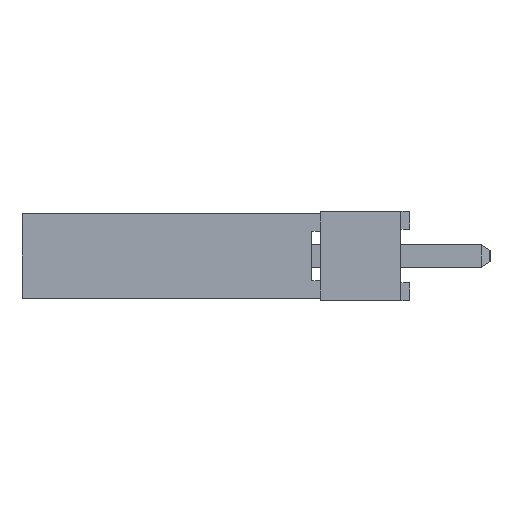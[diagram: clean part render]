
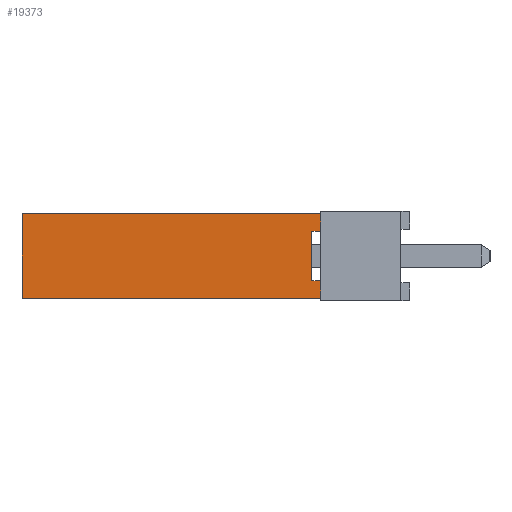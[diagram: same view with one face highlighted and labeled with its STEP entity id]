
A CAD part, left-side view. The second image highlights one B-rep face of the part: STEP entity #19373.
In plain terms, the highlighted planar face has unit normal (-1, 0, 0).
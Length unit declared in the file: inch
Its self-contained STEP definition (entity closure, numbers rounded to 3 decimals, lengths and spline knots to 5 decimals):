
#4569=ORIENTED_EDGE('',*,*,#7893,.T.);
#4570=ORIENTED_EDGE('',*,*,#7619,.T.);
#4571=ORIENTED_EDGE('',*,*,#7771,.F.);
#4572=ORIENTED_EDGE('',*,*,#7957,.F.);
#4573=ORIENTED_EDGE('',*,*,#7765,.T.);
#4574=ORIENTED_EDGE('',*,*,#7702,.T.);
#4575=ORIENTED_EDGE('',*,*,#7956,.T.);
#4576=ORIENTED_EDGE('',*,*,#7958,.T.);
#7619=EDGE_CURVE('',#9660,#9659,#12099,.T.);
#7702=EDGE_CURVE('',#9743,#9742,#12182,.T.);
#7765=EDGE_CURVE('',#9785,#9743,#12245,.T.);
#7771=EDGE_CURVE('',#9789,#9659,#12251,.T.);
#7893=EDGE_CURVE('',#9870,#9660,#12373,.T.);
#7956=EDGE_CURVE('',#9742,#9912,#12436,.T.);
#7957=EDGE_CURVE('',#9785,#9789,#12437,.T.);
#7958=EDGE_CURVE('',#9912,#9870,#12438,.T.);
#9659=VERTEX_POINT('',#29619);
#9660=VERTEX_POINT('',#29621);
#9742=VERTEX_POINT('',#29806);
#9743=VERTEX_POINT('',#29808);
#9785=VERTEX_POINT('',#29914);
#9789=VERTEX_POINT('',#29924);
#9870=VERTEX_POINT('',#30147);
#9912=VERTEX_POINT('',#30274);
#12099=LINE('',#29620,#14787);
#12182=LINE('',#29807,#14870);
#12245=LINE('',#29913,#14933);
#12251=LINE('',#29925,#14939);
#12373=LINE('',#30149,#15061);
#12436=LINE('',#30275,#15124);
#12437=LINE('',#30277,#15125);
#12438=LINE('',#30278,#15126);
#14787=VECTOR('',#24257,39.37008);
#14870=VECTOR('',#24382,39.37008);
#14933=VECTOR('',#24447,39.37008);
#14939=VECTOR('',#24455,39.37008);
#15061=VECTOR('',#24619,39.37008);
#15124=VECTOR('',#24724,39.37008);
#15125=VECTOR('',#24727,39.37008);
#15126=VECTOR('',#24728,39.37008);
#16307=EDGE_LOOP('',(#4569,#4570,#4571,#4572,#4573,#4574,#4575,#4576));
#17369=FACE_BOUND('',#16307,.T.);
#18371=PLANE('',#20454);
#19373=ADVANCED_FACE('',(#17369),#18371,.F.);
#20454=AXIS2_PLACEMENT_3D('',#30276,#24725,#24726);
#24257=DIRECTION('',(0.,0.,1.));
#24382=DIRECTION('',(0.,0.,1.));
#24447=DIRECTION('',(0.,-1.,0.));
#24455=DIRECTION('',(0.,-1.,0.));
#24619=DIRECTION('',(0.,-1.,0.));
#24724=DIRECTION('',(0.,1.,0.));
#24725=DIRECTION('',(1.,0.,0.));
#24726=DIRECTION('',(0.,0.,-1.));
#24727=DIRECTION('',(0.,0.,1.));
#24728=DIRECTION('',(0.,0.,1.));
#29619=CARTESIAN_POINT('',(0.,0.,0.0475));
#29620=CARTESIAN_POINT('',(0.,0.,-0.0475));
#29621=CARTESIAN_POINT('',(0.,0.,0.0275));
#29806=CARTESIAN_POINT('',(0.,0.,-0.0275));
#29807=CARTESIAN_POINT('',(0.,0.,-0.0475));
#29808=CARTESIAN_POINT('',(0.,0.,-0.0475));
#29913=CARTESIAN_POINT('',(0.,0.335,-0.0475));
#29914=CARTESIAN_POINT('',(0.,0.335,-0.0475));
#29924=CARTESIAN_POINT('',(0.,0.335,0.0475));
#29925=CARTESIAN_POINT('',(0.,0.335,0.0475));
#30147=CARTESIAN_POINT('',(0.,0.01,0.0275));
#30149=CARTESIAN_POINT('',(0.,0.01,0.0275));
#30274=CARTESIAN_POINT('',(0.,0.01,-0.0275));
#30275=CARTESIAN_POINT('',(0.,0.,-0.0275));
#30276=CARTESIAN_POINT('',(0.,0.335,-0.0475));
#30277=CARTESIAN_POINT('',(0.,0.335,-0.0475));
#30278=CARTESIAN_POINT('',(0.,0.01,-0.0275));
